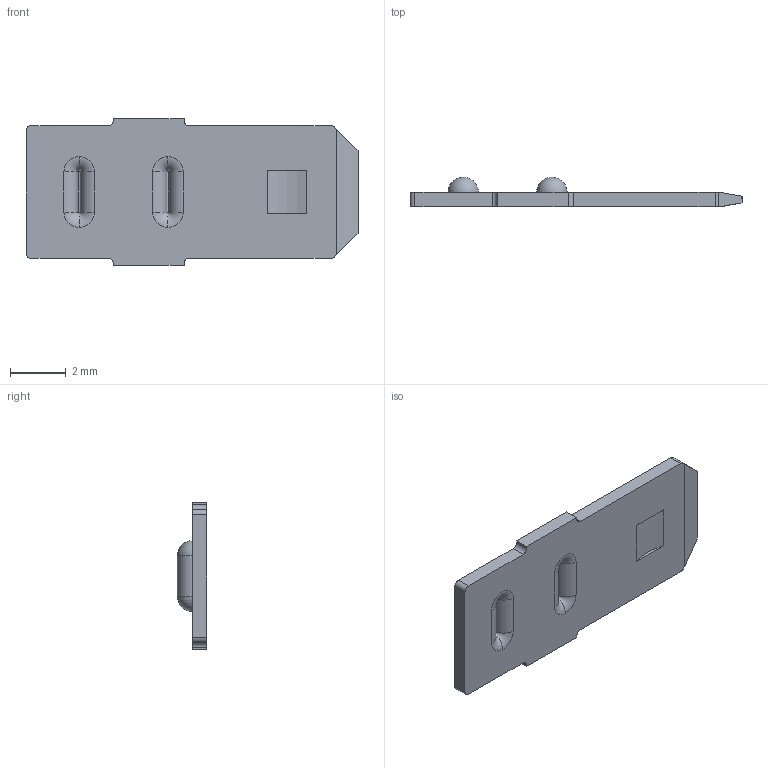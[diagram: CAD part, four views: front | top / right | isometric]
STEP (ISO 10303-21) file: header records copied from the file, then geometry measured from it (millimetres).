
FILE_DESCRIPTION (( 'STEP AP203' ), '1' );
FILE_NAME ('07909.STEP', '2015-02-18T17:20:38', ( '' ), ( '' ), 'SwSTEP 2.0', 'SolidWorks 2014', '' );
FILE_SCHEMA (( 'CONFIG_CONTROL_DESIGN' ));
Length unit declared in the file: inch
Products named in the file (1): 07909
Bounding box: 11.89 x 1.05 x 5.26 mm (x, y, z)
Volume: 29.8 mm3; surface area: 135.9 mm2
Topology: 1 solids, 1 shells, 56 faces, 148 edges, 92 vertices
Faces by surface type: plane 22, cylinder 18, torus 8, sphere 8
Entity records: 1735 total; most frequent: DIRECTION 310, CARTESIAN_POINT 281, ORIENTED_EDGE 272, EDGE_CURVE 136, AXIS2_PLACEMENT_3D 117, VERTEX_POINT 88, VECTOR 76, LINE 76
